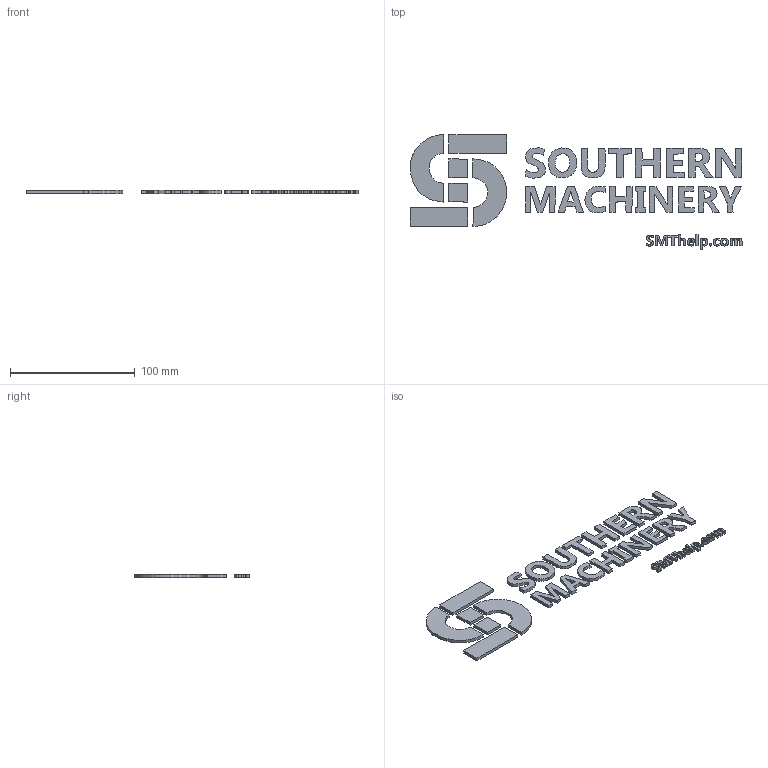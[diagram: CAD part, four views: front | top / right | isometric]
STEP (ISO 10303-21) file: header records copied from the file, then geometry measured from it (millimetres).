
FILE_DESCRIPTION (( 'STEP AP214' ), '1' );
FILE_NAME ('Southern Machinery logo-SMThelp 0.125.STEP', '2022-03-13T02:30:28', ( '' ), ( '' ), 'SwSTEP 2.0', 'SolidWorks 2021', '' );
FILE_SCHEMA (( 'AUTOMOTIVE_DESIGN' ));
Length unit declared in the file: millimetre
Products named in the file (1): Southern Machinery logo-SMThelp 0.125
Bounding box: 265.69 x 91.94 x 2.5 mm (x, y, z)
Volume: 19960.6 mm3; surface area: 23001.9 mm2
Topology: 34 solids, 34 shells, 377 faces, 927 edges, 618 vertices
Faces by surface type: plane 285, bspline 92
Entity records: 15563 total; most frequent: CARTESIAN_POINT 6879, ORIENTED_EDGE 1854, DIRECTION 1315, EDGE_CURVE 927, LINE 743, VECTOR 743, VERTEX_POINT 618, EDGE_LOOP 391
